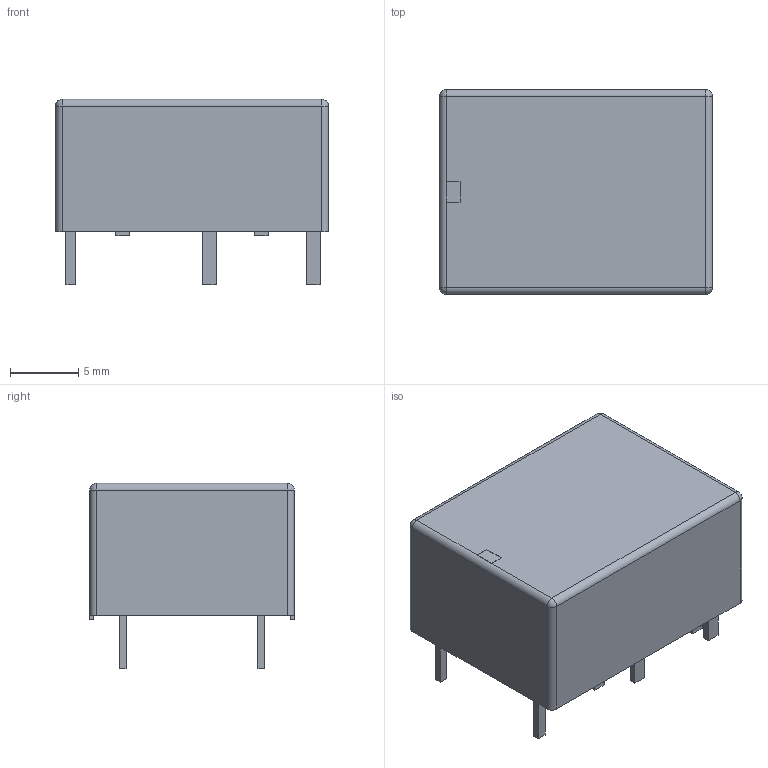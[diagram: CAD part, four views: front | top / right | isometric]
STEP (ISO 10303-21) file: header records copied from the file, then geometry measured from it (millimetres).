
FILE_DESCRIPTION(/* description */ (''),/* implementation_level */ '2;1');
FILE_NAME(/* name */ 'REL_OMRON_G6C-2114P.stp',/* time_stamp */ '2017-05-04T15:16:20+02:00',/* author */ ('jchouvet'),/* organization */ (''),/* preprocessor_version */ 'ST-DEVELOPER v16.1',/* originating_system */ 'AutoCAD Mechanical',/* authorisation */ '');
FILE_SCHEMA (('AUTOMOTIVE_DESIGN { 1 0 10303 214 3 1 1 }'));
Length unit declared in the file: millimetre
Products named in the file (1): Product
Bounding box: 20 x 15 x 13.6 mm (x, y, z)
Volume: 2915.1 mm3; surface area: 1335.2 mm2
Topology: 12 solids, 12 shells, 89 faces, 181 edges, 116 vertices
Faces by surface type: plane 77, cylinder 8, sphere 4
Entity records: 2307 total; most frequent: CARTESIAN_POINT 387, DIRECTION 377, ORIENTED_EDGE 362, EDGE_CURVE 181, LINE 165, VECTOR 165, VERTEX_POINT 116, AXIS2_PLACEMENT_3D 106
